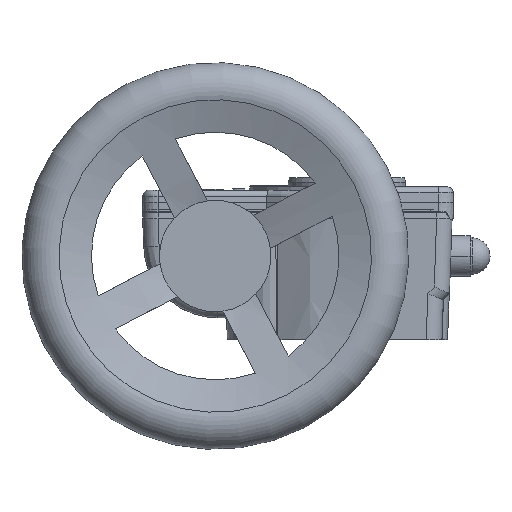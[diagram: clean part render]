
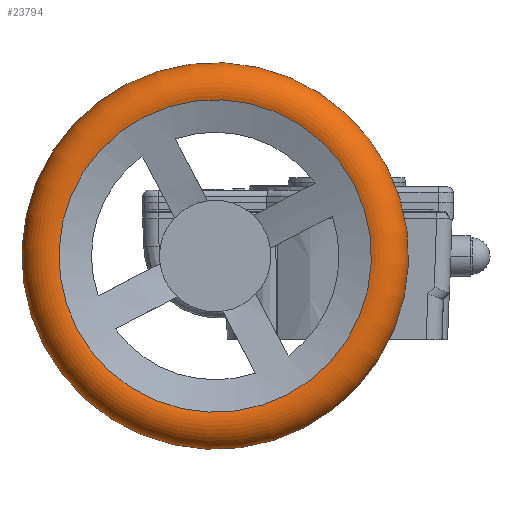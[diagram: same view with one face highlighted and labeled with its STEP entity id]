
A CAD part, left-side view. The second image highlights one B-rep face of the part: STEP entity #23794.
In plain terms, the highlighted toroidal (fillet/blend) face has major radius 53.5 mm and minor radius 9 mm.
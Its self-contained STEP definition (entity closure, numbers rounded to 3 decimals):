
#478=TOROIDAL_SURFACE('',#25289,53.5,9.);
#5537=FACE_BOUND('',#7294,.T.);
#5854=FACE_OUTER_BOUND('',#7293,.T.);
#7293=EDGE_LOOP('',(#15610));
#7294=EDGE_LOOP('',(#15611));
#8883=CIRCLE('',#25282,50.501);
#8888=CIRCLE('',#25288,44.968);
#9843=VERTEX_POINT('',#34747);
#9844=VERTEX_POINT('',#34754);
#12083=EDGE_CURVE('',#9843,#9843,#8883,.T.);
#12088=EDGE_CURVE('',#9844,#9844,#8888,.T.);
#15610=ORIENTED_EDGE('',*,*,#12088,.T.);
#15611=ORIENTED_EDGE('',*,*,#12083,.T.);
#23794=ADVANCED_FACE('',(#5854,#5537),#478,.T.);
#25282=AXIS2_PLACEMENT_3D('',#34748,#27924,#27925);
#25288=AXIS2_PLACEMENT_3D('',#34755,#27936,#27937);
#25289=AXIS2_PLACEMENT_3D('',#34756,#27938,#27939);
#27924=DIRECTION('center_axis',(1.,0.,0.));
#27925=DIRECTION('ref_axis',(0.,-0.887,0.461));
#27936=DIRECTION('center_axis',(-1.,0.,0.));
#27937=DIRECTION('ref_axis',(0.,-0.887,0.461));
#27938=DIRECTION('center_axis',(-1.,0.,0.));
#27939=DIRECTION('ref_axis',(0.,0.887,-0.461));
#34747=CARTESIAN_POINT('',(-163.486,-2.256,50.298));
#34748=CARTESIAN_POINT('Origin',(-163.486,42.55,27.));
#34754=CARTESIAN_POINT('',(-157.864,2.653,47.745));
#34755=CARTESIAN_POINT('Origin',(-157.864,42.55,27.));
#34756=CARTESIAN_POINT('Origin',(-155.,42.55,27.));
